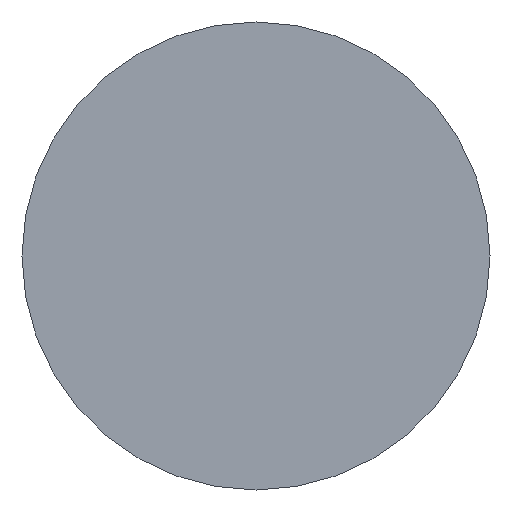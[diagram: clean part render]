
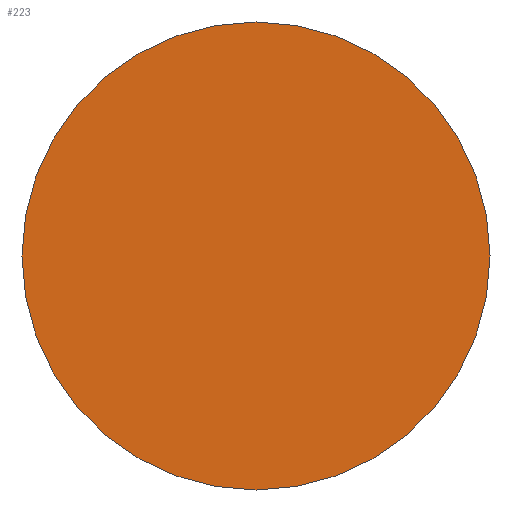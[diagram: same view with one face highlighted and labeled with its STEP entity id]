
A CAD part, front view. The second image highlights one B-rep face of the part: STEP entity #223.
In plain terms, the highlighted planar face has unit normal (0, -1, 0).
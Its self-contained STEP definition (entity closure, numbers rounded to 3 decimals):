
#8 = CARTESIAN_POINT ( 'NONE',  ( 0., 0., 25. ) ) ;
#20 = EDGE_LOOP ( 'NONE', ( #109, #40 ) ) ;
#25 = CARTESIAN_POINT ( 'NONE',  ( 0., 0., 0. ) ) ;
#33 = AXIS2_PLACEMENT_3D ( 'NONE', #248, #77, #204 ) ;
#35 = VERTEX_POINT ( 'NONE', #8 ) ;
#40 = ORIENTED_EDGE ( 'NONE', *, *, #100, .F. ) ;
#61 = AXIS2_PLACEMENT_3D ( 'NONE', #25, #176, #96 ) ;
#77 = DIRECTION ( 'NONE',  ( 0., 1., 0. ) ) ;
#85 = VERTEX_POINT ( 'NONE', #156 ) ;
#90 = DIRECTION ( 'NONE',  ( 0., 1., 0. ) ) ;
#96 = DIRECTION ( 'NONE',  ( 0., 0., 1. ) ) ;
#100 = EDGE_CURVE ( 'NONE', #35, #85, #167, .T. ) ;
#109 = ORIENTED_EDGE ( 'NONE', *, *, #192, .F. ) ;
#156 = CARTESIAN_POINT ( 'NONE',  ( 0., 0., -25. ) ) ;
#160 = FACE_OUTER_BOUND ( 'NONE', #20, .T. ) ;
#167 = CIRCLE ( 'NONE', #61, 25. ) ;
#171 = DIRECTION ( 'NONE',  ( 0., 0., 1. ) ) ;
#176 = DIRECTION ( 'NONE',  ( 0., 1., 0. ) ) ;
#178 = AXIS2_PLACEMENT_3D ( 'NONE', #198, #90, #171 ) ;
#192 = EDGE_CURVE ( 'NONE', #85, #35, #250, .T. ) ;
#198 = CARTESIAN_POINT ( 'NONE',  ( 0., 0., 0. ) ) ;
#204 = DIRECTION ( 'NONE',  ( 0., 0., 1. ) ) ;
#223 = ADVANCED_FACE ( 'NONE', ( #160 ), #252, .F. ) ;
#248 = CARTESIAN_POINT ( 'NONE',  ( 0., 0., 0. ) ) ;
#250 = CIRCLE ( 'NONE', #178, 25. ) ;
#252 = PLANE ( 'NONE',  #33 ) ;
